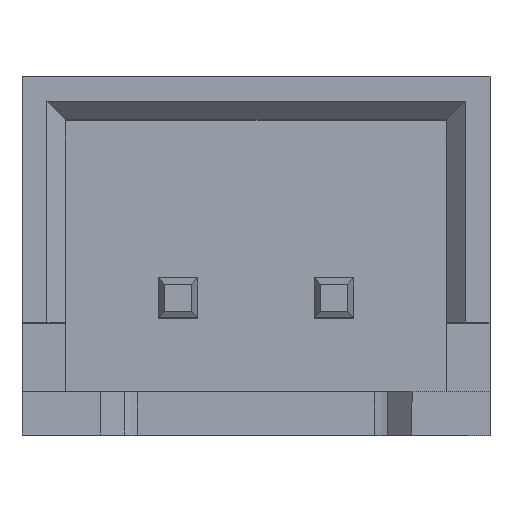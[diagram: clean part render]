
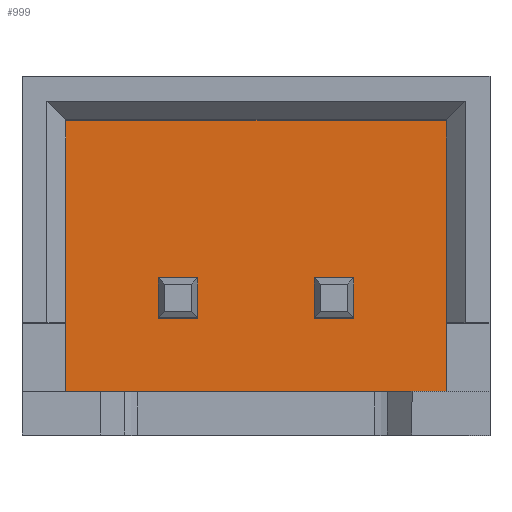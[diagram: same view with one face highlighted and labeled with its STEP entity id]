
A CAD part, top view. The second image highlights one B-rep face of the part: STEP entity #999.
In plain terms, the highlighted planar face has unit normal (0, 0, 1).
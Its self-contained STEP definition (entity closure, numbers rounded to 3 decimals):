
#42 = DIRECTION ( 'NONE',  ( 1., 0., 0. ) ) ;
#67 = CARTESIAN_POINT ( 'NONE',  ( -0.32, -0.32, 2. ) ) ;
#88 = DIRECTION ( 'NONE',  ( -1., 0., 0. ) ) ;
#104 = CARTESIAN_POINT ( 'NONE',  ( 2.18, 0.32, 2. ) ) ;
#151 = CARTESIAN_POINT ( 'NONE',  ( -1.8, -1.5, 2. ) ) ;
#185 = CARTESIAN_POINT ( 'NONE',  ( 4.3, 0., 2. ) ) ;
#201 = CARTESIAN_POINT ( 'NONE',  ( 2.18, 0., 2. ) ) ;
#202 = CARTESIAN_POINT ( 'NONE',  ( 2.82, -0.32, 2. ) ) ;
#208 = FACE_BOUND ( 'NONE', #302, .T. ) ;
#214 = CARTESIAN_POINT ( 'NONE',  ( -1.25, -1.5, 2. ) ) ;
#249 = VECTOR ( 'NONE', #540, 1000. ) ;
#302 = EDGE_LOOP ( 'NONE', ( #2371, #539, #2553, #318 ) ) ;
#310 = VERTEX_POINT ( 'NONE', #756 ) ;
#318 = ORIENTED_EDGE ( 'NONE', *, *, #743, .F. ) ;
#334 = VECTOR ( 'NONE', #849, 1000. ) ;
#338 = EDGE_CURVE ( 'NONE', #2183, #2202, #568, .T. ) ;
#342 = EDGE_CURVE ( 'NONE', #1404, #891, #360, .T. ) ;
#360 = LINE ( 'NONE', #185, #725 ) ;
#388 = CARTESIAN_POINT ( 'NONE',  ( 2.82, -0.32, 2. ) ) ;
#400 = PLANE ( 'NONE',  #2251 ) ;
#417 = EDGE_CURVE ( 'NONE', #2664, #474, #1174, .T. ) ;
#419 = DIRECTION ( 'NONE',  ( -1., 0., 0. ) ) ;
#430 = CARTESIAN_POINT ( 'NONE',  ( 0.32, -0.32, 2. ) ) ;
#445 = ORIENTED_EDGE ( 'NONE', *, *, #1223, .F. ) ;
#466 = LINE ( 'NONE', #67, #334 ) ;
#474 = VERTEX_POINT ( 'NONE', #1843 ) ;
#515 = VECTOR ( 'NONE', #1378, 1000. ) ;
#539 = ORIENTED_EDGE ( 'NONE', *, *, #417, .T. ) ;
#540 = DIRECTION ( 'NONE',  ( 0., 1., 0. ) ) ;
#563 = CARTESIAN_POINT ( 'NONE',  ( 2.18, -0.32, 2. ) ) ;
#568 = LINE ( 'NONE', #388, #864 ) ;
#570 = VECTOR ( 'NONE', #1047, 1000. ) ;
#704 = ORIENTED_EDGE ( 'NONE', *, *, #2491, .F. ) ;
#725 = VECTOR ( 'NONE', #814, 1000. ) ;
#743 = EDGE_CURVE ( 'NONE', #2559, #878, #2304, .T. ) ;
#756 = CARTESIAN_POINT ( 'NONE',  ( 2.18, -0.32, 2. ) ) ;
#804 = DIRECTION ( 'NONE',  ( -1., 0., 0. ) ) ;
#814 = DIRECTION ( 'NONE',  ( 0., 1., 0. ) ) ;
#825 = EDGE_CURVE ( 'NONE', #2664, #2559, #466, .T. ) ;
#849 = DIRECTION ( 'NONE',  ( 1., 0., 0. ) ) ;
#864 = VECTOR ( 'NONE', #2053, 1000. ) ;
#878 = VERTEX_POINT ( 'NONE', #1495 ) ;
#880 = EDGE_LOOP ( 'NONE', ( #2041, #2313, #1630, #2108 ) ) ;
#891 = VERTEX_POINT ( 'NONE', #2317 ) ;
#909 = VERTEX_POINT ( 'NONE', #151 ) ;
#999 = ADVANCED_FACE ( 'NONE', ( #208, #1879, #2509 ), #400, .T. ) ;
#1003 = CARTESIAN_POINT ( 'NONE',  ( 0.32, 0.32, 2. ) ) ;
#1011 = LINE ( 'NONE', #214, #2129 ) ;
#1025 = DIRECTION ( 'NONE',  ( 0., 1., 0. ) ) ;
#1047 = DIRECTION ( 'NONE',  ( 0., -1., 0. ) ) ;
#1110 = CARTESIAN_POINT ( 'NONE',  ( 4.3, -1.5, 2. ) ) ;
#1154 = CARTESIAN_POINT ( 'NONE',  ( -0.32, -0.32, 2. ) ) ;
#1174 = LINE ( 'NONE', #2226, #249 ) ;
#1223 = EDGE_CURVE ( 'NONE', #310, #2183, #1765, .T. ) ;
#1262 = DIRECTION ( 'NONE',  ( 0., 1., 0. ) ) ;
#1321 = EDGE_CURVE ( 'NONE', #878, #474, #1844, .T. ) ;
#1358 = EDGE_CURVE ( 'NONE', #310, #1597, #2066, .T. ) ;
#1378 = DIRECTION ( 'NONE',  ( 1., 0., 0. ) ) ;
#1404 = VERTEX_POINT ( 'NONE', #1110 ) ;
#1460 = CARTESIAN_POINT ( 'NONE',  ( 0., 0., 2. ) ) ;
#1495 = CARTESIAN_POINT ( 'NONE',  ( 0.32, 0.32, 2. ) ) ;
#1515 = CARTESIAN_POINT ( 'NONE',  ( -1.8, 2.85, 2. ) ) ;
#1534 = CARTESIAN_POINT ( 'NONE',  ( 0., 2.85, 2. ) ) ;
#1597 = VERTEX_POINT ( 'NONE', #104 ) ;
#1606 = EDGE_CURVE ( 'NONE', #909, #1404, #1011, .T. ) ;
#1630 = ORIENTED_EDGE ( 'NONE', *, *, #2571, .T. ) ;
#1638 = VECTOR ( 'NONE', #1262, 1000. ) ;
#1645 = LINE ( 'NONE', #2669, #2665 ) ;
#1689 = ORIENTED_EDGE ( 'NONE', *, *, #338, .F. ) ;
#1765 = LINE ( 'NONE', #563, #515 ) ;
#1830 = EDGE_LOOP ( 'NONE', ( #445, #2348, #704, #1689 ) ) ;
#1843 = CARTESIAN_POINT ( 'NONE',  ( -0.32, 0.32, 2. ) ) ;
#1844 = LINE ( 'NONE', #1003, #2432 ) ;
#1870 = EDGE_CURVE ( 'NONE', #2035, #909, #2098, .T. ) ;
#1879 = FACE_BOUND ( 'NONE', #1830, .T. ) ;
#1911 = LINE ( 'NONE', #1534, #2450 ) ;
#1977 = CARTESIAN_POINT ( 'NONE',  ( 2.82, 0.32, 2. ) ) ;
#2035 = VERTEX_POINT ( 'NONE', #1515 ) ;
#2041 = ORIENTED_EDGE ( 'NONE', *, *, #1606, .T. ) ;
#2053 = DIRECTION ( 'NONE',  ( 0., 1., 0. ) ) ;
#2066 = LINE ( 'NONE', #201, #2482 ) ;
#2098 = LINE ( 'NONE', #2500, #570 ) ;
#2108 = ORIENTED_EDGE ( 'NONE', *, *, #1870, .T. ) ;
#2129 = VECTOR ( 'NONE', #2280, 1000. ) ;
#2183 = VERTEX_POINT ( 'NONE', #202 ) ;
#2202 = VERTEX_POINT ( 'NONE', #1977 ) ;
#2226 = CARTESIAN_POINT ( 'NONE',  ( -0.32, 0., 2. ) ) ;
#2251 = AXIS2_PLACEMENT_3D ( 'NONE', #1460, #2286, #42 ) ;
#2280 = DIRECTION ( 'NONE',  ( 1., 0., 0. ) ) ;
#2286 = DIRECTION ( 'NONE',  ( 0., 0., 1. ) ) ;
#2304 = LINE ( 'NONE', #430, #1638 ) ;
#2313 = ORIENTED_EDGE ( 'NONE', *, *, #342, .T. ) ;
#2317 = CARTESIAN_POINT ( 'NONE',  ( 4.3, 2.85, 2. ) ) ;
#2348 = ORIENTED_EDGE ( 'NONE', *, *, #1358, .T. ) ;
#2371 = ORIENTED_EDGE ( 'NONE', *, *, #825, .F. ) ;
#2432 = VECTOR ( 'NONE', #419, 1000. ) ;
#2450 = VECTOR ( 'NONE', #88, 1000. ) ;
#2482 = VECTOR ( 'NONE', #1025, 1000. ) ;
#2491 = EDGE_CURVE ( 'NONE', #2202, #1597, #1645, .T. ) ;
#2500 = CARTESIAN_POINT ( 'NONE',  ( -1.8, 0., 2. ) ) ;
#2509 = FACE_OUTER_BOUND ( 'NONE', #880, .T. ) ;
#2535 = CARTESIAN_POINT ( 'NONE',  ( 0.32, -0.32, 2. ) ) ;
#2553 = ORIENTED_EDGE ( 'NONE', *, *, #1321, .F. ) ;
#2559 = VERTEX_POINT ( 'NONE', #2535 ) ;
#2571 = EDGE_CURVE ( 'NONE', #891, #2035, #1911, .T. ) ;
#2664 = VERTEX_POINT ( 'NONE', #1154 ) ;
#2665 = VECTOR ( 'NONE', #804, 1000. ) ;
#2669 = CARTESIAN_POINT ( 'NONE',  ( 2.82, 0.32, 2. ) ) ;
